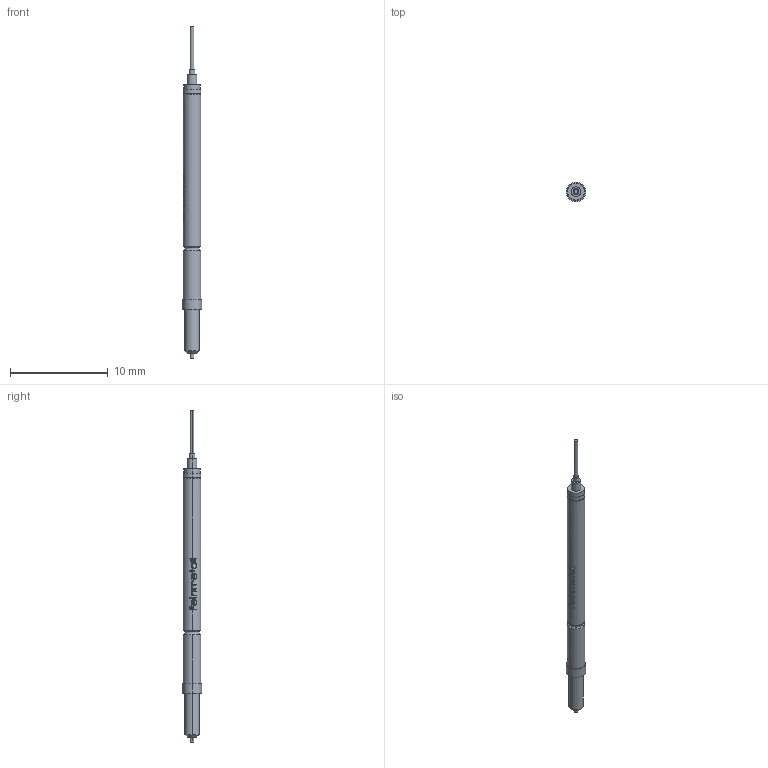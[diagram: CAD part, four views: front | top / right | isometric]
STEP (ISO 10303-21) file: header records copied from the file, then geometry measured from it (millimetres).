
FILE_DESCRIPTION (( 'STEP AP203' ), '1' );
FILE_NAME ('MOD-F81016S040Lxxx.step', '2015-07-09T11:38:46', ( 'firstrun' ), ( 'Hewlett-Packard Company' ), 'SwSTEP 2.0', 'SolidWorks 2012', '' );
FILE_SCHEMA (( 'CONFIG_CONTROL_DESIGN' ));
Length unit declared in the file: millimetre
Products named in the file (1): MOD-F81016S040Lxxx
Bounding box: 2 x 2 x 34 mm (x, y, z)
Volume: 65.9 mm3; surface area: 175.6 mm2
Topology: 1 solids, 1 shells, 177 faces, 471 edges, 308 vertices
Faces by surface type: plane 72, bspline 51, cylinder 44, cone 10
Entity records: 8239 total; most frequent: CARTESIAN_POINT 4127, ORIENTED_EDGE 942, DIRECTION 684, EDGE_CURVE 471, VERTEX_POINT 308, AXIS2_PLACEMENT_3D 261, EDGE_LOOP 189, ADVANCED_FACE 177
